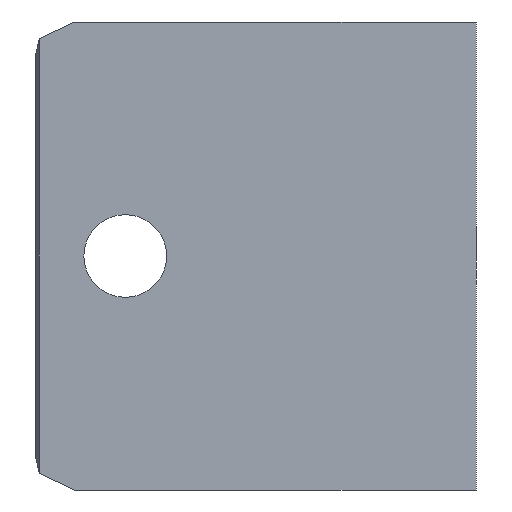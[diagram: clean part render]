
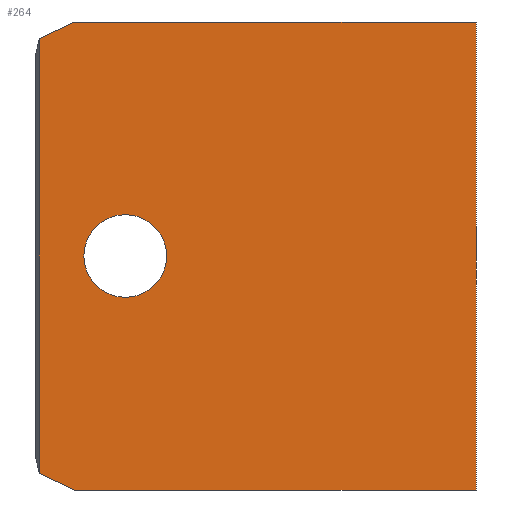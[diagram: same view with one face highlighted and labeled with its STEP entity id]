
A CAD part, front view. The second image highlights one B-rep face of the part: STEP entity #264.
In plain terms, the highlighted planar face has unit normal (0, -1, 0).
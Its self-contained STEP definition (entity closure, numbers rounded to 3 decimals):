
#23=CIRCLE('',#300,2.65);
#31=FACE_BOUND('',#64,.T.);
#45=FACE_OUTER_BOUND('',#63,.T.);
#63=EDGE_LOOP('',(#210,#211,#212,#213,#214,#215));
#64=EDGE_LOOP('',(#216));
#81=LINE('',#408,#103);
#86=LINE('',#426,#108);
#89=LINE('',#432,#111);
#91=LINE('',#437,#113);
#92=LINE('',#439,#114);
#93=LINE('',#441,#115);
#103=VECTOR('',#326,10.);
#108=VECTOR('',#343,10.);
#111=VECTOR('',#348,10.);
#113=VECTOR('',#354,10.);
#114=VECTOR('',#357,10.);
#115=VECTOR('',#360,10.);
#124=VERTEX_POINT('',#405);
#125=VERTEX_POINT('',#407);
#131=VERTEX_POINT('',#423);
#132=VERTEX_POINT('',#425);
#133=VERTEX_POINT('',#429);
#134=VERTEX_POINT('',#431);
#136=VERTEX_POINT('',#442);
#147=EDGE_CURVE('',#124,#125,#81,.T.);
#156=EDGE_CURVE('',#131,#132,#86,.T.);
#159=EDGE_CURVE('',#134,#133,#89,.T.);
#162=EDGE_CURVE('',#132,#124,#91,.T.);
#163=EDGE_CURVE('',#125,#133,#92,.T.);
#164=EDGE_CURVE('',#131,#134,#93,.T.);
#165=EDGE_CURVE('',#136,#136,#23,.T.);
#210=ORIENTED_EDGE('',*,*,#147,.F.);
#211=ORIENTED_EDGE('',*,*,#162,.F.);
#212=ORIENTED_EDGE('',*,*,#156,.F.);
#213=ORIENTED_EDGE('',*,*,#164,.T.);
#214=ORIENTED_EDGE('',*,*,#159,.T.);
#215=ORIENTED_EDGE('',*,*,#163,.F.);
#216=ORIENTED_EDGE('',*,*,#165,.T.);
#253=PLANE('',#299);
#264=ADVANCED_FACE('',(#45,#31),#253,.T.);
#299=AXIS2_PLACEMENT_3D('',#440,#358,#359);
#300=AXIS2_PLACEMENT_3D('',#443,#361,#362);
#326=DIRECTION('',(0.905,0.,0.426));
#343=DIRECTION('',(-0.905,0.,0.426));
#348=DIRECTION('',(0.,0.,1.));
#354=DIRECTION('',(0.,0.,1.));
#357=DIRECTION('',(1.,0.,0.));
#358=DIRECTION('center_axis',(0.,-1.,0.));
#359=DIRECTION('ref_axis',(1.,0.,0.));
#360=DIRECTION('',(1.,0.,0.));
#361=DIRECTION('center_axis',(0.,1.,0.));
#362=DIRECTION('ref_axis',(1.,0.,0.));
#405=CARTESIAN_POINT('',(27.,0.,28.941));
#407=CARTESIAN_POINT('',(29.25,0.,30.));
#408=CARTESIAN_POINT('',(29.202,0.,29.977));
#423=CARTESIAN_POINT('',(29.25,0.,0.));
#425=CARTESIAN_POINT('',(27.,0.,1.059));
#426=CARTESIAN_POINT('',(34.981,0.,-2.697));
#429=CARTESIAN_POINT('',(55.,0.,30.));
#431=CARTESIAN_POINT('',(55.,0.,0.));
#432=CARTESIAN_POINT('',(55.,0.,0.));
#437=CARTESIAN_POINT('',(27.,0.,0.));
#439=CARTESIAN_POINT('',(25.,0.,30.));
#440=CARTESIAN_POINT('Origin',(25.,0.,0.));
#441=CARTESIAN_POINT('',(25.,0.,0.));
#442=CARTESIAN_POINT('',(29.85,0.,15.));
#443=CARTESIAN_POINT('Origin',(32.5,0.,15.));
